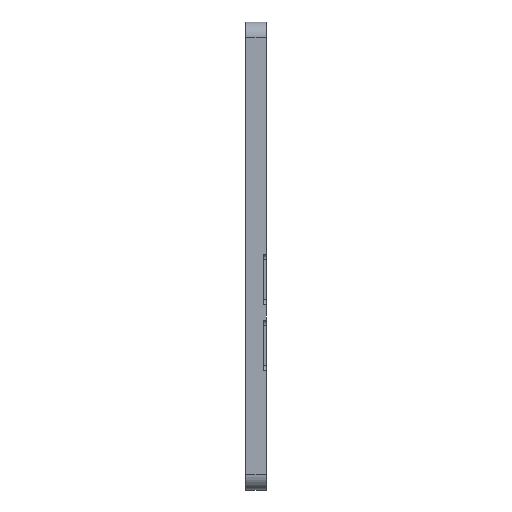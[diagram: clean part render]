
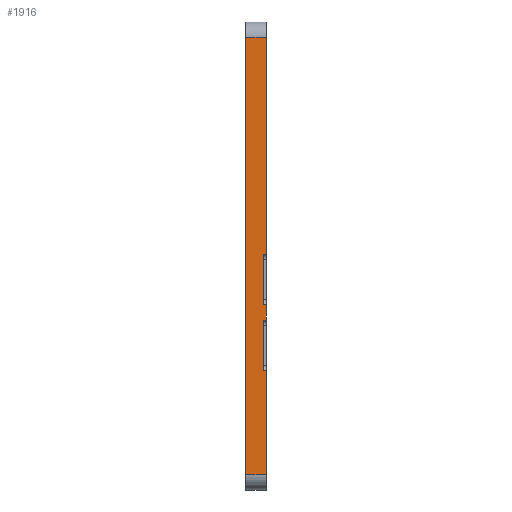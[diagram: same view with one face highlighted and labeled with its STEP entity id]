
A CAD part, left-side view. The second image highlights one B-rep face of the part: STEP entity #1916.
In plain terms, the highlighted planar face has unit normal (-1, 0, 0).
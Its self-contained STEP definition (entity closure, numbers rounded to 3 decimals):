
#100=PLANE('',#2100);
#156=FACE_OUTER_BOUND('',#272,.T.);
#272=EDGE_LOOP('',(#1517,#1518,#1519,#1520,#1521,#1522,#1523,#1524,#1525,
#1526,#1527,#1528));
#394=LINE('',#2915,#555);
#412=LINE('',#2968,#573);
#439=LINE('',#3053,#600);
#441=LINE('',#3056,#602);
#443=LINE('',#3059,#604);
#455=LINE('',#3139,#616);
#459=LINE('',#3147,#620);
#460=LINE('',#3149,#621);
#461=LINE('',#3151,#622);
#462=LINE('',#3153,#623);
#463=LINE('',#3154,#624);
#464=LINE('',#3155,#625);
#555=VECTOR('',#2324,10.);
#573=VECTOR('',#2372,10.);
#600=VECTOR('',#2451,10.);
#602=VECTOR('',#2453,10.);
#604=VECTOR('',#2455,10.);
#616=VECTOR('',#2535,10.);
#620=VECTOR('',#2543,10.);
#621=VECTOR('',#2546,10.);
#622=VECTOR('',#2547,10.);
#623=VECTOR('',#2548,10.);
#624=VECTOR('',#2549,10.);
#625=VECTOR('',#2550,10.);
#835=VERTEX_POINT('',#2912);
#836=VERTEX_POINT('',#2914);
#855=VERTEX_POINT('',#2965);
#856=VERTEX_POINT('',#2967);
#887=VERTEX_POINT('',#3050);
#888=VERTEX_POINT('',#3052);
#889=VERTEX_POINT('',#3055);
#890=VERTEX_POINT('',#3058);
#924=VERTEX_POINT('',#3137);
#926=VERTEX_POINT('',#3145);
#927=VERTEX_POINT('',#3150);
#928=VERTEX_POINT('',#3152);
#1038=EDGE_CURVE('',#836,#835,#394,.T.);
#1064=EDGE_CURVE('',#856,#855,#412,.T.);
#1105=EDGE_CURVE('',#887,#888,#439,.T.);
#1107=EDGE_CURVE('',#856,#889,#441,.T.);
#1109=EDGE_CURVE('',#836,#890,#443,.T.);
#1152=EDGE_CURVE('',#855,#924,#455,.T.);
#1156=EDGE_CURVE('',#835,#926,#459,.T.);
#1157=EDGE_CURVE('',#924,#888,#460,.T.);
#1158=EDGE_CURVE('',#927,#887,#461,.T.);
#1159=EDGE_CURVE('',#928,#927,#462,.T.);
#1160=EDGE_CURVE('',#928,#890,#463,.T.);
#1161=EDGE_CURVE('',#926,#889,#464,.T.);
#1517=ORIENTED_EDGE('',*,*,#1064,.T.);
#1518=ORIENTED_EDGE('',*,*,#1152,.T.);
#1519=ORIENTED_EDGE('',*,*,#1157,.T.);
#1520=ORIENTED_EDGE('',*,*,#1105,.F.);
#1521=ORIENTED_EDGE('',*,*,#1158,.F.);
#1522=ORIENTED_EDGE('',*,*,#1159,.F.);
#1523=ORIENTED_EDGE('',*,*,#1160,.T.);
#1524=ORIENTED_EDGE('',*,*,#1109,.F.);
#1525=ORIENTED_EDGE('',*,*,#1038,.T.);
#1526=ORIENTED_EDGE('',*,*,#1156,.T.);
#1527=ORIENTED_EDGE('',*,*,#1161,.T.);
#1528=ORIENTED_EDGE('',*,*,#1107,.F.);
#1916=ADVANCED_FACE('',(#156),#100,.T.);
#2100=AXIS2_PLACEMENT_3D('',#3148,#2544,#2545);
#2324=DIRECTION('',(0.,1.,0.));
#2372=DIRECTION('',(0.,1.,0.));
#2451=DIRECTION('',(0.,0.,-1.));
#2453=DIRECTION('',(0.,0.,-1.));
#2455=DIRECTION('',(0.,0.,-1.));
#2535=DIRECTION('',(0.,0.,1.));
#2543=DIRECTION('',(0.,0.,1.));
#2544=DIRECTION('center_axis',(-1.,0.,0.));
#2545=DIRECTION('ref_axis',(0.,0.,
-1.));
#2546=DIRECTION('',(0.,-1.,0.));
#2547=DIRECTION('',(0.,-1.,0.));
#2548=DIRECTION('',(0.,0.,1.));
#2549=DIRECTION('',(0.,-1.,0.));
#2550=DIRECTION('',(0.,-1.,0.));
#2912=CARTESIAN_POINT('',(-32.5,-3.783,-11.5));
#2914=CARTESIAN_POINT('',(-32.5,-4.283,-11.5));
#2915=CARTESIAN_POINT('',(-32.5,-2.283,-11.5));
#2965=CARTESIAN_POINT('',(-32.5,-3.783,1.5));
#2967=CARTESIAN_POINT('',(-32.5,-4.283,1.5));
#2968=CARTESIAN_POINT('',(-32.5,-2.283,1.5));
#3050=CARTESIAN_POINT('',(-32.5,-4.283,54.25));
#3052=CARTESIAN_POINT('',(-32.5,-4.283,11.5));
#3053=CARTESIAN_POINT('',(-32.5,-4.283,-32.));
#3055=CARTESIAN_POINT('',(-32.5,-4.283,-1.5));
#3056=CARTESIAN_POINT('',(-32.5,-4.283,-32.));
#3058=CARTESIAN_POINT('',(-32.5,-4.283,-32.));
#3059=CARTESIAN_POINT('',(-32.5,-4.283,-32.));
#3137=CARTESIAN_POINT('',(-32.5,-3.783,11.5));
#3139=CARTESIAN_POINT('',(-32.5,-3.783,30.375));
#3145=CARTESIAN_POINT('',(-32.5,-3.783,-1.5));
#3147=CARTESIAN_POINT('',(-32.5,-3.783,23.875));
#3148=CARTESIAN_POINT('Origin',(-32.5,-0.283,54.25));
#3149=CARTESIAN_POINT('',(-32.5,-2.283,11.5));
#3150=CARTESIAN_POINT('',(-32.5,-0.283,54.25));
#3151=CARTESIAN_POINT('',(-32.5,-0.283,54.25));
#3152=CARTESIAN_POINT('',(-32.5,-0.283,-32.));
#3153=CARTESIAN_POINT('',(-32.5,-0.283,-32.));
#3154=CARTESIAN_POINT('',(-32.5,-0.283,-32.));
#3155=CARTESIAN_POINT('',(-32.5,-2.283,-1.5));
